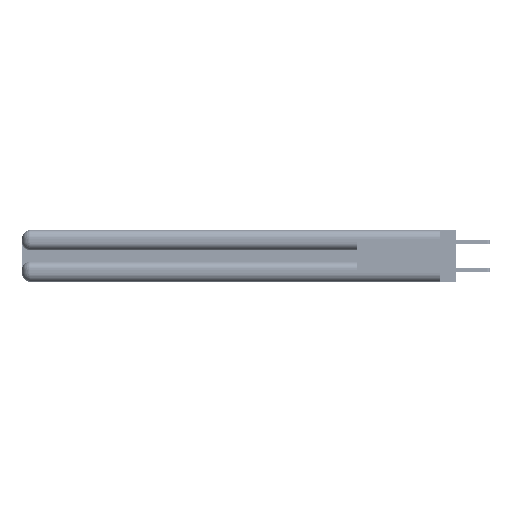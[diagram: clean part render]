
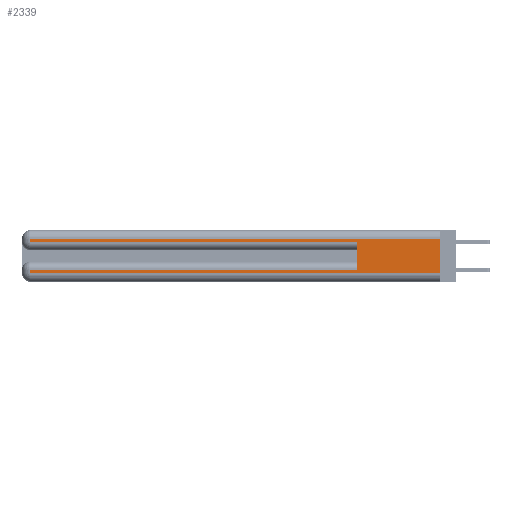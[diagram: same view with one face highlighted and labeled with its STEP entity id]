
A CAD part, left-side view. The second image highlights one B-rep face of the part: STEP entity #2339.
In plain terms, the highlighted planar face has unit normal (-1, 0, 0).
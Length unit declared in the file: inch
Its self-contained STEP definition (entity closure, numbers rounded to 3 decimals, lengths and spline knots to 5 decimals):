
#78 = DIRECTION ( 'NONE',  ( 1., 0., 0. ) ) ;
#371 = DIRECTION ( 'NONE',  ( 0., 1., 0. ) ) ;
#898 = LINE ( 'NONE', #17024, #8054 ) ;
#1882 = CARTESIAN_POINT ( 'NONE',  ( 0., 0.6, 0.285 ) ) ;
#2339 = ADVANCED_FACE ( 'NONE', ( #19609 ), #10157, .F. ) ;
#3314 = VERTEX_POINT ( 'NONE', #3728 ) ;
#3728 = CARTESIAN_POINT ( 'NONE',  ( 0., 0., 0.06 ) ) ;
#3822 = VECTOR ( 'NONE', #6037, 39.37008 ) ;
#4273 = EDGE_CURVE ( 'NONE', #44118, #28755, #44776, .T. ) ;
#5902 = EDGE_CURVE ( 'NONE', #12538, #3314, #45163, .T. ) ;
#6037 = DIRECTION ( 'NONE',  ( 0., 0., 1. ) ) ;
#8013 = VERTEX_POINT ( 'NONE', #1882 ) ;
#8054 = VECTOR ( 'NONE', #27687, 39.37008 ) ;
#9302 = CARTESIAN_POINT ( 'NONE',  ( 0., 0., 0.06 ) ) ;
#9602 = VERTEX_POINT ( 'NONE', #43890 ) ;
#10157 = PLANE ( 'NONE',  #30023 ) ;
#10357 = DIRECTION ( 'NONE',  ( 0., 0., -1. ) ) ;
#11669 = LINE ( 'NONE', #19114, #18775 ) ;
#12289 = CARTESIAN_POINT ( 'NONE',  ( 0., 2.94, 0.085 ) ) ;
#12538 = VERTEX_POINT ( 'NONE', #37397 ) ;
#13408 = DIRECTION ( 'NONE',  ( 0., -1., 0. ) ) ;
#13445 = ORIENTED_EDGE ( 'NONE', *, *, #22109, .T. ) ;
#13718 = VECTOR ( 'NONE', #26511, 39.37008 ) ;
#16590 = ORIENTED_EDGE ( 'NONE', *, *, #4273, .T. ) ;
#17024 = CARTESIAN_POINT ( 'NONE',  ( 0., 2.94, 0.37 ) ) ;
#17191 = CARTESIAN_POINT ( 'NONE',  ( 0., 2.94, 0.285 ) ) ;
#17618 = DIRECTION ( 'NONE',  ( 0., 0., -1. ) ) ;
#18775 = VECTOR ( 'NONE', #10357, 39.37008 ) ;
#19108 = LINE ( 'NONE', #44013, #3822 ) ;
#19114 = CARTESIAN_POINT ( 'NONE',  ( 0., 2.94, 0.37 ) ) ;
#19162 = LINE ( 'NONE', #24176, #30792 ) ;
#19609 = FACE_OUTER_BOUND ( 'NONE', #23905, .T. ) ;
#21008 = CARTESIAN_POINT ( 'NONE',  ( 0., 0., 0.37 ) ) ;
#21732 = ORIENTED_EDGE ( 'NONE', *, *, #5902, .F. ) ;
#22109 = EDGE_CURVE ( 'NONE', #28755, #34444, #11669, .T. ) ;
#23905 = EDGE_LOOP ( 'NONE', ( #21732, #32722, #39214, #26409, #36999, #16590, #13445, #42975 ) ) ;
#24176 = CARTESIAN_POINT ( 'NONE',  ( 0., 0., 0.285 ) ) ;
#24916 = DIRECTION ( 'NONE',  ( 0., 1., 0. ) ) ;
#25243 = EDGE_CURVE ( 'NONE', #44730, #8013, #19162, .T. ) ;
#26252 = DIRECTION ( 'NONE',  ( 0., 0., -1. ) ) ;
#26409 = ORIENTED_EDGE ( 'NONE', *, *, #25243, .T. ) ;
#26511 = DIRECTION ( 'NONE',  ( 0., -1., 0. ) ) ;
#26546 = VECTOR ( 'NONE', #26252, 39.37008 ) ;
#27053 = EDGE_CURVE ( 'NONE', #9602, #44730, #898, .T. ) ;
#27687 = DIRECTION ( 'NONE',  ( 0., 0., -1. ) ) ;
#28039 = CARTESIAN_POINT ( 'NONE',  ( 0., 0., 0.31 ) ) ;
#28755 = VERTEX_POINT ( 'NONE', #12289 ) ;
#30014 = LINE ( 'NONE', #28039, #41471 ) ;
#30023 = AXIS2_PLACEMENT_3D ( 'NONE', #21008, #78, #17618 ) ;
#30792 = VECTOR ( 'NONE', #13408, 39.37008 ) ;
#32722 = ORIENTED_EDGE ( 'NONE', *, *, #42994, .T. ) ;
#33868 = CARTESIAN_POINT ( 'NONE',  ( 0., 2.94, 0.06 ) ) ;
#34356 = VECTOR ( 'NONE', #371, 39.37008 ) ;
#34444 = VERTEX_POINT ( 'NONE', #33868 ) ;
#34454 = EDGE_CURVE ( 'NONE', #34444, #3314, #43911, .T. ) ;
#34959 = CARTESIAN_POINT ( 'NONE',  ( 0., 0.6, 0.085 ) ) ;
#35319 = CARTESIAN_POINT ( 'NONE',  ( 0., 0., 0.085 ) ) ;
#36999 = ORIENTED_EDGE ( 'NONE', *, *, #41312, .F. ) ;
#37397 = CARTESIAN_POINT ( 'NONE',  ( 0., 0., 0.31 ) ) ;
#39214 = ORIENTED_EDGE ( 'NONE', *, *, #27053, .T. ) ;
#41312 = EDGE_CURVE ( 'NONE', #44118, #8013, #19108, .T. ) ;
#41471 = VECTOR ( 'NONE', #24916, 39.37008 ) ;
#42975 = ORIENTED_EDGE ( 'NONE', *, *, #34454, .T. ) ;
#42994 = EDGE_CURVE ( 'NONE', #12538, #9602, #30014, .T. ) ;
#43692 = CARTESIAN_POINT ( 'NONE',  ( 0., 0., 0.37 ) ) ;
#43890 = CARTESIAN_POINT ( 'NONE',  ( 0., 2.94, 0.31 ) ) ;
#43911 = LINE ( 'NONE', #9302, #13718 ) ;
#44013 = CARTESIAN_POINT ( 'NONE',  ( 0., 0.6, 0.145 ) ) ;
#44118 = VERTEX_POINT ( 'NONE', #34959 ) ;
#44730 = VERTEX_POINT ( 'NONE', #17191 ) ;
#44776 = LINE ( 'NONE', #35319, #34356 ) ;
#45163 = LINE ( 'NONE', #43692, #26546 ) ;
